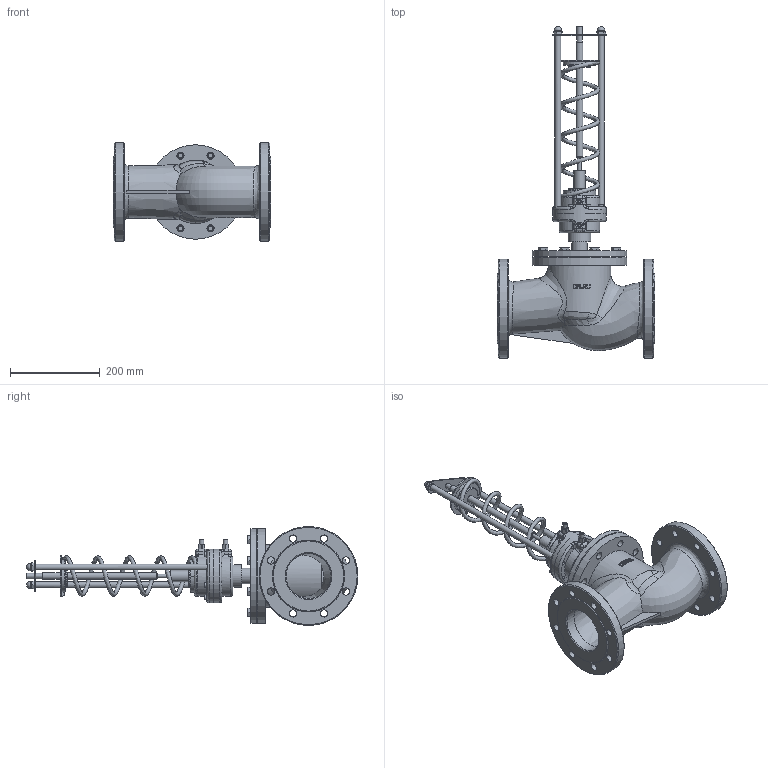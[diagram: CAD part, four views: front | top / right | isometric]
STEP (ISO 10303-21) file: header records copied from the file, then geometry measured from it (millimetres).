
FILE_DESCRIPTION(/* description */ (''),/* implementation_level */ '2;1');
FILE_NAME(/* name */ 'DN100_3D_STEP.stp',/* time_stamp */ '2024-04-25T13:25:57+03:00',/* author */ ('igorr'),/* organization */ (''),/* preprocessor_version */ 'ST-DEVELOPER v19.2',/* originating_system */ 'Autodesk Inventor 2023',/* authorisation */ '');
FILE_SCHEMA (('AUTOMOTIVE_DESIGN { 1 0 10303 214 3 1 1 }'));
Length unit declared in the file: millimetre
Products named in the file (6): Сборка; Деталь2; Деталь1; AS 1420 - 1973 - M6 x 10; CNS 4473 - M 10; AS 1110 - M12 x 20
Assembly tree (18 placements, depth 2):
  Сборка
    Деталь2
    Деталь1
    AS 1420 - 1973 - M6 x 10  x6
    CNS 4473 - M 10  x2
    AS 1110 - M12 x 20  x8
Bounding box: 350 x 738 x 220 mm (x, y, z)
Volume: 6329859.9 mm3; surface area: 747483.6 mm2
Topology: 18 solids, 20 shells, 677 faces, 1652 edges, 1042 vertices
Faces by surface type: plane 314, cylinder 161, cone 106, bspline 60, torus 30, sphere 6
Full cylindrical faces by diameter (mm): 4.49 x2, 4.902 x1, 6 x6, 7 x17, 8 x2, 8.376 x2, 9.994 x2, 10 x6, 12 x10, 13.036 x1, 13.497 x1, 15 x2, 16 x34, 18 x8, 25 x1, 35 x1, 50 x3, 63.693 x1, 72 x1, 90 x1, 100 x2, 120 x2, 140 x1, 210 x2, 220 x2
Entity records: 20403 total; most frequent: CARTESIAN_POINT 9841, ORIENTED_EDGE 2100, DIRECTION 1992, EDGE_CURVE 1050, AXIS2_PLACEMENT_3D 824, VERTEX_POINT 679, EDGE_LOOP 533, CIRCLE 418
